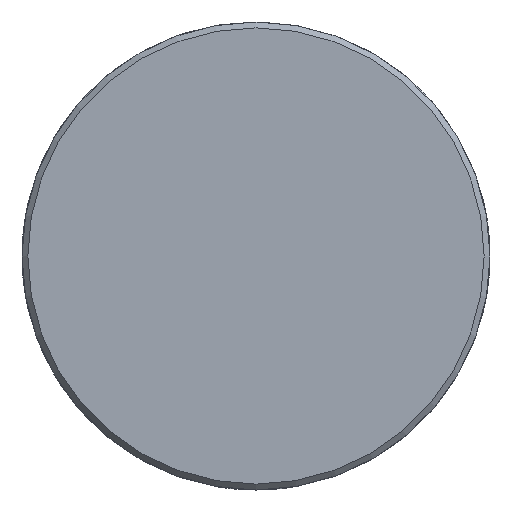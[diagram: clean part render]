
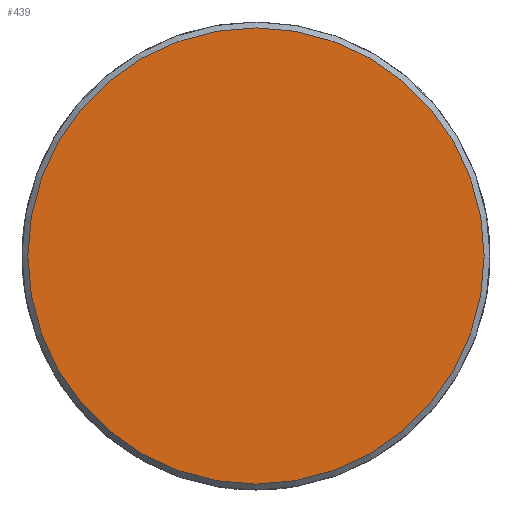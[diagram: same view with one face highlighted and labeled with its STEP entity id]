
A CAD part, left-side view. The second image highlights one B-rep face of the part: STEP entity #439.
In plain terms, the highlighted planar face has unit normal (-1, 0, 0).
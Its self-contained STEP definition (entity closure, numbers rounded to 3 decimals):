
#138=FACE_OUTER_BOUND('',#612,.T.);
#439=ADVANCED_FACE('',(#138),#479,.F.);
#479=PLANE('',#1577);
#612=EDGE_LOOP('',(#1020));
#1020=ORIENTED_EDGE('',*,*,#1368,.T.);
#1164=VERTEX_POINT('',#2965);
#1368=EDGE_CURVE('',#1164,#1164,#1428,.T.);
#1428=CIRCLE('',#1572,39.);
#1572=AXIS2_PLACEMENT_3D('',#2964,#1907,#1908);
#1577=AXIS2_PLACEMENT_3D('',#2971,#1917,#1918);
#1907=DIRECTION('',(-1.,0.,0.));
#1908=DIRECTION('',(0.,0.,-1.));
#1917=DIRECTION('',(1.,0.,0.));
#1918=DIRECTION('',(0.,0.,-1.));
#2964=CARTESIAN_POINT('',(0.,0.,0.));
#2965=CARTESIAN_POINT('',(0.,0.,-39.));
#2971=CARTESIAN_POINT('',(0.,0.,0.));
